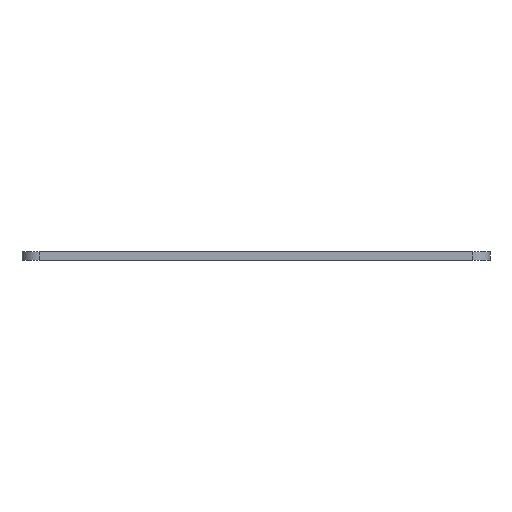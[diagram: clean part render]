
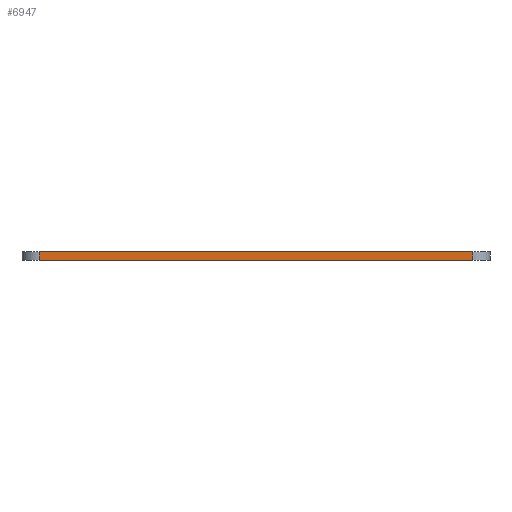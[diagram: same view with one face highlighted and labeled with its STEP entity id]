
A CAD part, front view. The second image highlights one B-rep face of the part: STEP entity #6947.
In plain terms, the highlighted planar face has unit normal (0, -1, 0).
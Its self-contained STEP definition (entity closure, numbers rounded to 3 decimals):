
#206=PLANE('',#7337);
#370=FACE_OUTER_BOUND('',#769,.T.);
#769=EDGE_LOOP('',(#4654,#4655,#4656,#4657));
#1201=LINE('',#13522,#1756);
#1203=LINE('',#13528,#1758);
#1204=LINE('',#13530,#1759);
#1205=LINE('',#13531,#1760);
#1756=VECTOR('',#7595,10.);
#1758=VECTOR('',#7601,10.);
#1759=VECTOR('',#7602,10.);
#1760=VECTOR('',#7603,10.);
#2781=VERTEX_POINT('',#13519);
#2782=VERTEX_POINT('',#13521);
#2784=VERTEX_POINT('',#13527);
#2785=VERTEX_POINT('',#13529);
#3524=EDGE_CURVE('',#2781,#2782,#1201,.T.);
#3527=EDGE_CURVE('',#2784,#2781,#1203,.T.);
#3528=EDGE_CURVE('',#2785,#2784,#1204,.T.);
#3529=EDGE_CURVE('',#2782,#2785,#1205,.T.);
#4654=ORIENTED_EDGE('',*,*,#3524,.F.);
#4655=ORIENTED_EDGE('',*,*,#3527,.F.);
#4656=ORIENTED_EDGE('',*,*,#3528,.F.);
#4657=ORIENTED_EDGE('',*,*,#3529,.F.);
#6947=ADVANCED_FACE('',(#370),#206,.T.);
#7337=AXIS2_PLACEMENT_3D('',#13526,#7599,#7600);
#7595=DIRECTION('',(0.,0.,-1.));
#7599=DIRECTION('center_axis',(0.,-1.,0.));
#7600=DIRECTION('ref_axis',(1.,0.,0.));
#7601=DIRECTION('',(1.,0.,0.));
#7602=DIRECTION('',(0.,0.,1.));
#7603=DIRECTION('',(-1.,0.,0.));
#13519=CARTESIAN_POINT('',(67.029,-50.496,1.5));
#13521=CARTESIAN_POINT('',(67.029,-50.496,0.));
#13522=CARTESIAN_POINT('',(67.029,-50.496,0.));
#13526=CARTESIAN_POINT('Origin',(-11.896,-50.496,0.));
#13527=CARTESIAN_POINT('',(-8.896,-50.496,1.5));
#13528=CARTESIAN_POINT('',(70.029,-50.496,1.5));
#13529=CARTESIAN_POINT('',(-8.896,-50.496,0.));
#13530=CARTESIAN_POINT('',(-8.896,-50.496,0.));
#13531=CARTESIAN_POINT('',(70.029,-50.496,0.));
